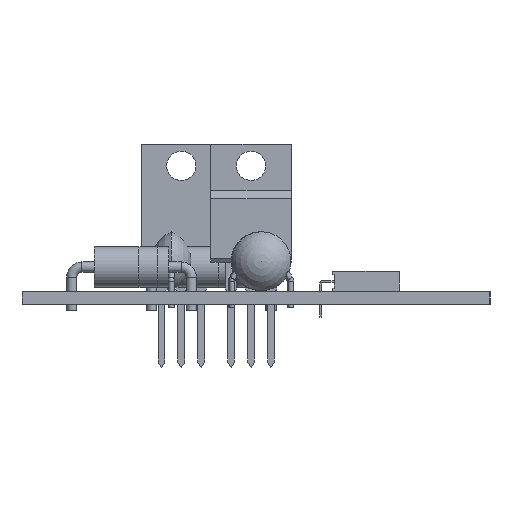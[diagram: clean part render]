
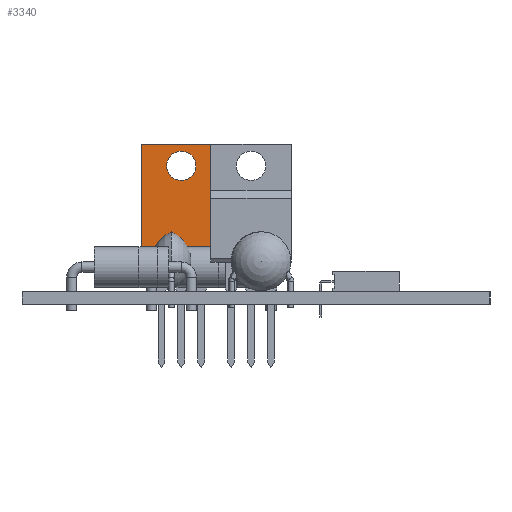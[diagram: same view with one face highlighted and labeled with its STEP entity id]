
A CAD part, left-side view. The second image highlights one B-rep face of the part: STEP entity #3340.
In plain terms, the highlighted face is planar.
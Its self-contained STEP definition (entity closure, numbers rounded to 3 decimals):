
#820 = PLANE('',#821);
#821 = AXIS2_PLACEMENT_3D('',#822,#823,#824);
#822 = CARTESIAN_POINT('',(7.655,3.16,5.));
#823 = DIRECTION('',(1.,0.,0.));
#824 = DIRECTION('',(0.,-1.,0.));
#876 = PLANE('',#877);
#877 = AXIS2_PLACEMENT_3D('',#878,#879,#880);
#878 = CARTESIAN_POINT('',(-2.575,1.89,5.));
#879 = DIRECTION('',(-1.,0.,0.));
#880 = DIRECTION('',(0.,1.,0.));
#953 = PLANE('',#954);
#954 = AXIS2_PLACEMENT_3D('',#955,#956,#957);
#955 = CARTESIAN_POINT('',(-2.575,3.16,5.));
#956 = DIRECTION('',(0.,0.,1.));
#957 = DIRECTION('',(1.,0.,0.));
#2010 = VERTEX_POINT('',#2011);
#2011 = CARTESIAN_POINT('',(-2.575,3.16,18.775));
#2025 = PLANE('',#2026);
#2026 = AXIS2_PLACEMENT_3D('',#2027,#2028,#2029);
#2027 = CARTESIAN_POINT('',(-2.575,3.16,18.775));
#2028 = DIRECTION('',(0.,0.,1.));
#2029 = DIRECTION('',(1.,0.,0.));
#2037 = EDGE_CURVE('',#2038,#2010,#2040,.T.);
#2038 = VERTEX_POINT('',#2039);
#2039 = CARTESIAN_POINT('',(-2.575,3.16,5.));
#2040 = SURFACE_CURVE('',#2041,(#2045,#2052),.PCURVE_S1.);
#2041 = LINE('',#2042,#2043);
#2042 = CARTESIAN_POINT('',(-2.575,3.16,5.));
#2043 = VECTOR('',#2044,1.);
#2044 = DIRECTION('',(0.,0.,1.));
#2045 = PCURVE('',#876,#2046);
#2046 = DEFINITIONAL_REPRESENTATION('',(#2047),#2051);
#2047 = LINE('',#2048,#2049);
#2048 = CARTESIAN_POINT('',(1.27,0.));
#2049 = VECTOR('',#2050,1.);
#2050 = DIRECTION('',(0.,-1.));
#2051 = ( GEOMETRIC_REPRESENTATION_CONTEXT(2) 
PARAMETRIC_REPRESENTATION_CONTEXT() REPRESENTATION_CONTEXT('2D SPACE',''
  ) );
#2052 = PCURVE('',#2053,#2058);
#2053 = PLANE('',#2054);
#2054 = AXIS2_PLACEMENT_3D('',#2055,#2056,#2057);
#2055 = CARTESIAN_POINT('',(-2.575,3.16,5.));
#2056 = DIRECTION('',(0.,1.,0.));
#2057 = DIRECTION('',(1.,0.,0.));
#2058 = DEFINITIONAL_REPRESENTATION('',(#2059),#2063);
#2059 = LINE('',#2060,#2061);
#2060 = CARTESIAN_POINT('',(0.,0.));
#2061 = VECTOR('',#2062,1.);
#2062 = DIRECTION('',(0.,-1.));
#2063 = ( GEOMETRIC_REPRESENTATION_CONTEXT(2) 
PARAMETRIC_REPRESENTATION_CONTEXT() REPRESENTATION_CONTEXT('2D SPACE',''
  ) );
#2155 = CYLINDRICAL_SURFACE('',#2156,1.868);
#2156 = AXIS2_PLACEMENT_3D('',#2157,#2158,#2159);
#2157 = CARTESIAN_POINT('',(2.54,1.89,16.005));
#2158 = DIRECTION('',(0.,-1.,0.));
#2159 = DIRECTION('',(1.,0.,0.));
#2171 = VERTEX_POINT('',#2172);
#2172 = CARTESIAN_POINT('',(7.655,3.16,5.));
#2193 = EDGE_CURVE('',#2171,#2194,#2196,.T.);
#2194 = VERTEX_POINT('',#2195);
#2195 = CARTESIAN_POINT('',(7.655,3.16,18.775));
#2196 = SURFACE_CURVE('',#2197,(#2201,#2208),.PCURVE_S1.);
#2197 = LINE('',#2198,#2199);
#2198 = CARTESIAN_POINT('',(7.655,3.16,5.));
#2199 = VECTOR('',#2200,1.);
#2200 = DIRECTION('',(0.,0.,1.));
#2201 = PCURVE('',#820,#2202);
#2202 = DEFINITIONAL_REPRESENTATION('',(#2203),#2207);
#2203 = LINE('',#2204,#2205);
#2204 = CARTESIAN_POINT('',(0.,0.));
#2205 = VECTOR('',#2206,1.);
#2206 = DIRECTION('',(0.,-1.));
#2207 = ( GEOMETRIC_REPRESENTATION_CONTEXT(2) 
PARAMETRIC_REPRESENTATION_CONTEXT() REPRESENTATION_CONTEXT('2D SPACE',''
  ) );
#2208 = PCURVE('',#2053,#2209);
#2209 = DEFINITIONAL_REPRESENTATION('',(#2210),#2214);
#2210 = LINE('',#2211,#2212);
#2211 = CARTESIAN_POINT('',(10.23,0.));
#2212 = VECTOR('',#2213,1.);
#2213 = DIRECTION('',(0.,-1.));
#2214 = ( GEOMETRIC_REPRESENTATION_CONTEXT(2) 
PARAMETRIC_REPRESENTATION_CONTEXT() REPRESENTATION_CONTEXT('2D SPACE',''
  ) );
#2243 = EDGE_CURVE('',#2038,#2171,#2244,.T.);
#2244 = SURFACE_CURVE('',#2245,(#2249,#2256),.PCURVE_S1.);
#2245 = LINE('',#2246,#2247);
#2246 = CARTESIAN_POINT('',(-2.575,3.16,5.));
#2247 = VECTOR('',#2248,1.);
#2248 = DIRECTION('',(1.,0.,0.));
#2249 = PCURVE('',#953,#2250);
#2250 = DEFINITIONAL_REPRESENTATION('',(#2251),#2255);
#2251 = LINE('',#2252,#2253);
#2252 = CARTESIAN_POINT('',(0.,0.));
#2253 = VECTOR('',#2254,1.);
#2254 = DIRECTION('',(1.,0.));
#2255 = ( GEOMETRIC_REPRESENTATION_CONTEXT(2) 
PARAMETRIC_REPRESENTATION_CONTEXT() REPRESENTATION_CONTEXT('2D SPACE',''
  ) );
#2256 = PCURVE('',#2053,#2257);
#2257 = DEFINITIONAL_REPRESENTATION('',(#2258),#2262);
#2258 = LINE('',#2259,#2260);
#2259 = CARTESIAN_POINT('',(0.,0.));
#2260 = VECTOR('',#2261,1.);
#2261 = DIRECTION('',(1.,0.));
#2262 = ( GEOMETRIC_REPRESENTATION_CONTEXT(2) 
PARAMETRIC_REPRESENTATION_CONTEXT() REPRESENTATION_CONTEXT('2D SPACE',''
  ) );
#3340 = ADVANCED_FACE('',(#3341,#3367),#2053,.T.);
#3341 = FACE_BOUND('',#3342,.T.);
#3342 = EDGE_LOOP('',(#3343,#3344,#3365,#3366));
#3343 = ORIENTED_EDGE('',*,*,#2037,.T.);
#3344 = ORIENTED_EDGE('',*,*,#3345,.T.);
#3345 = EDGE_CURVE('',#2010,#2194,#3346,.T.);
#3346 = SURFACE_CURVE('',#3347,(#3351,#3358),.PCURVE_S1.);
#3347 = LINE('',#3348,#3349);
#3348 = CARTESIAN_POINT('',(-2.575,3.16,18.775));
#3349 = VECTOR('',#3350,1.);
#3350 = DIRECTION('',(1.,0.,0.));
#3351 = PCURVE('',#2053,#3352);
#3352 = DEFINITIONAL_REPRESENTATION('',(#3353),#3357);
#3353 = LINE('',#3354,#3355);
#3354 = CARTESIAN_POINT('',(0.,-13.775));
#3355 = VECTOR('',#3356,1.);
#3356 = DIRECTION('',(1.,0.));
#3357 = ( GEOMETRIC_REPRESENTATION_CONTEXT(2) 
PARAMETRIC_REPRESENTATION_CONTEXT() REPRESENTATION_CONTEXT('2D SPACE',''
  ) );
#3358 = PCURVE('',#2025,#3359);
#3359 = DEFINITIONAL_REPRESENTATION('',(#3360),#3364);
#3360 = LINE('',#3361,#3362);
#3361 = CARTESIAN_POINT('',(0.,0.));
#3362 = VECTOR('',#3363,1.);
#3363 = DIRECTION('',(1.,0.));
#3364 = ( GEOMETRIC_REPRESENTATION_CONTEXT(2) 
PARAMETRIC_REPRESENTATION_CONTEXT() REPRESENTATION_CONTEXT('2D SPACE',''
  ) );
#3365 = ORIENTED_EDGE('',*,*,#2193,.F.);
#3366 = ORIENTED_EDGE('',*,*,#2243,.F.);
#3367 = FACE_BOUND('',#3368,.T.);
#3368 = EDGE_LOOP('',(#3369));
#3369 = ORIENTED_EDGE('',*,*,#3370,.T.);
#3370 = EDGE_CURVE('',#3371,#3371,#3373,.T.);
#3371 = VERTEX_POINT('',#3372);
#3372 = CARTESIAN_POINT('',(4.408,3.16,16.005));
#3373 = SURFACE_CURVE('',#3374,(#3379,#3390),.PCURVE_S1.);
#3374 = CIRCLE('',#3375,1.868);
#3375 = AXIS2_PLACEMENT_3D('',#3376,#3377,#3378);
#3376 = CARTESIAN_POINT('',(2.54,3.16,16.005));
#3377 = DIRECTION('',(0.,-1.,0.));
#3378 = DIRECTION('',(1.,0.,0.));
#3379 = PCURVE('',#2053,#3380);
#3380 = DEFINITIONAL_REPRESENTATION('',(#3381),#3389);
#3381 = ( BOUNDED_CURVE() B_SPLINE_CURVE(2,(#3382,#3383,#3384,#3385,
#3386,#3387,#3388),.UNSPECIFIED.,.T.,.F.) B_SPLINE_CURVE_WITH_KNOTS((1,2
    ,2,2,2,1),(-2.094,0.,2.094,4.189,
6.283,8.378),.UNSPECIFIED.) CURVE() 
GEOMETRIC_REPRESENTATION_ITEM() RATIONAL_B_SPLINE_CURVE((1.,0.5,1.,0.5,
1.,0.5,1.)) REPRESENTATION_ITEM('') );
#3382 = CARTESIAN_POINT('',(6.983,-11.005));
#3383 = CARTESIAN_POINT('',(6.983,-14.24));
#3384 = CARTESIAN_POINT('',(4.181,-12.622));
#3385 = CARTESIAN_POINT('',(1.38,-11.005));
#3386 = CARTESIAN_POINT('',(4.181,-9.388));
#3387 = CARTESIAN_POINT('',(6.983,-7.77));
#3388 = CARTESIAN_POINT('',(6.983,-11.005));
#3389 = ( GEOMETRIC_REPRESENTATION_CONTEXT(2) 
PARAMETRIC_REPRESENTATION_CONTEXT() REPRESENTATION_CONTEXT('2D SPACE',''
  ) );
#3390 = PCURVE('',#2155,#3391);
#3391 = DEFINITIONAL_REPRESENTATION('',(#3392),#3396);
#3392 = LINE('',#3393,#3394);
#3393 = CARTESIAN_POINT('',(0.,-1.27));
#3394 = VECTOR('',#3395,1.);
#3395 = DIRECTION('',(1.,0.));
#3396 = ( GEOMETRIC_REPRESENTATION_CONTEXT(2) 
PARAMETRIC_REPRESENTATION_CONTEXT() REPRESENTATION_CONTEXT('2D SPACE',''
  ) );
